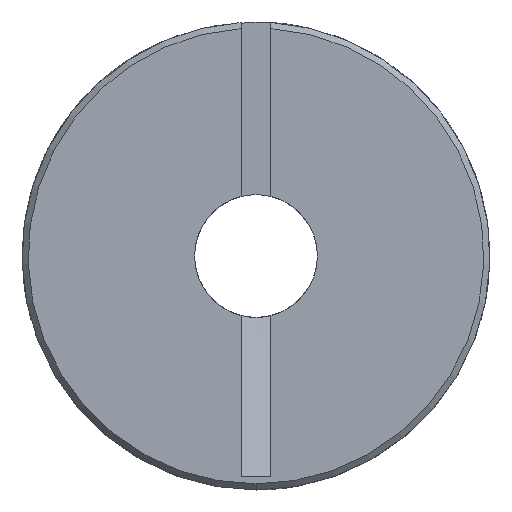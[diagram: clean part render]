
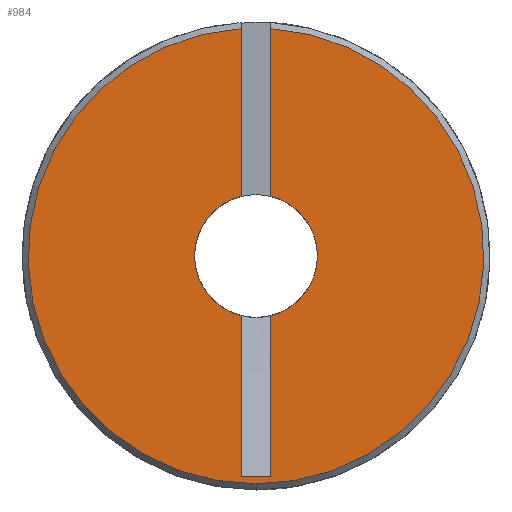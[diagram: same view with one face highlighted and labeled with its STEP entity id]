
A CAD part, left-side view. The second image highlights one B-rep face of the part: STEP entity #984.
In plain terms, the highlighted planar face has unit normal (-1, 0, 0).
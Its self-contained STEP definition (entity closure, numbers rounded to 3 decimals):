
#82 = CIRCLE ( 'NONE', #621, 9.275 ) ;
#125 = LINE ( 'NONE', #779, #444 ) ;
#184 = DIRECTION ( 'NONE',  ( -1., 0., 0. ) ) ;
#198 = CARTESIAN_POINT ( 'NONE',  ( 0., 0., 0. ) ) ;
#203 = PLANE ( 'NONE',  #835 ) ;
#207 = LINE ( 'NONE', #1024, #502 ) ;
#209 = DIRECTION ( 'NONE',  ( 0., 0., 1. ) ) ;
#244 = VERTEX_POINT ( 'NONE', #1349 ) ;
#333 = CARTESIAN_POINT ( 'NONE',  ( 0., 0., -9.275 ) ) ;
#444 = VECTOR ( 'NONE', #846, 1000. ) ;
#455 = CARTESIAN_POINT ( 'NONE',  ( 0., -0.61, 9.255 ) ) ;
#489 = AXIS2_PLACEMENT_3D ( 'NONE', #800, #803, #1780 ) ;
#502 = VECTOR ( 'NONE', #1279, 1000. ) ;
#504 = VECTOR ( 'NONE', #1244, 1000. ) ;
#539 = AXIS2_PLACEMENT_3D ( 'NONE', #1886, #1887, #1888 ) ;
#571 = AXIS2_PLACEMENT_3D ( 'NONE', #1749, #1752, #1763 ) ;
#576 = CARTESIAN_POINT ( 'NONE',  ( 0., 0.61, -2.425 ) ) ;
#590 = CIRCLE ( 'NONE', #539, 2.5 ) ;
#621 = AXIS2_PLACEMENT_3D ( 'NONE', #1398, #1400, #1407 ) ;
#687 = CARTESIAN_POINT ( 'NONE',  ( 0., -0.61, 2.425 ) ) ;
#688 = VERTEX_POINT ( 'NONE', #455 ) ;
#753 = VERTEX_POINT ( 'NONE', #576 ) ;
#777 = ORIENTED_EDGE ( 'NONE', *, *, #1435, .T. ) ;
#779 = CARTESIAN_POINT ( 'NONE',  ( 0., -0.61, 0. ) ) ;
#785 = ORIENTED_EDGE ( 'NONE', *, *, #1229, .T. ) ;
#787 = ORIENTED_EDGE ( 'NONE', *, *, #1394, .T. ) ;
#789 = ORIENTED_EDGE ( 'NONE', *, *, #1557, .T. ) ;
#795 = LINE ( 'NONE', #1088, #1134 ) ;
#800 = CARTESIAN_POINT ( 'NONE',  ( 0., 0., 0. ) ) ;
#803 = DIRECTION ( 'NONE',  ( -1., 0., 0. ) ) ;
#808 = CARTESIAN_POINT ( 'NONE',  ( 0., 0.61, -8.98 ) ) ;
#811 = ORIENTED_EDGE ( 'NONE', *, *, #1392, .T. ) ;
#813 = ORIENTED_EDGE ( 'NONE', *, *, #1271, .T. ) ;
#815 = VERTEX_POINT ( 'NONE', #687 ) ;
#821 = ORIENTED_EDGE ( 'NONE', *, *, #1546, .T. ) ;
#822 = FACE_OUTER_BOUND ( 'NONE', #1365, .T. ) ;
#835 = AXIS2_PLACEMENT_3D ( 'NONE', #198, #184, #209 ) ;
#841 = ORIENTED_EDGE ( 'NONE', *, *, #1325, .T. ) ;
#846 = DIRECTION ( 'NONE',  ( 0., 0., -1. ) ) ;
#860 = ORIENTED_EDGE ( 'NONE', *, *, #1590, .T. ) ;
#984 = ADVANCED_FACE ( 'NONE', ( #822 ), #203, .T. ) ;
#992 = VERTEX_POINT ( 'NONE', #1742 ) ;
#1024 = CARTESIAN_POINT ( 'NONE',  ( 0., 0.61, 9.505 ) ) ;
#1088 = CARTESIAN_POINT ( 'NONE',  ( 0., 0.61, 0. ) ) ;
#1092 = DIRECTION ( 'NONE',  ( 0., 0., 1. ) ) ;
#1101 = CIRCLE ( 'NONE', #571, 2.5 ) ;
#1113 = CIRCLE ( 'NONE', #489, 9.275 ) ;
#1134 = VECTOR ( 'NONE', #1092, 1000. ) ;
#1137 = VECTOR ( 'NONE', #1706, 1000. ) ;
#1222 = CARTESIAN_POINT ( 'NONE',  ( 0., 0.61, 9.255 ) ) ;
#1229 = EDGE_CURVE ( 'NONE', #1559, #753, #795, .T. ) ;
#1235 = CARTESIAN_POINT ( 'NONE',  ( 0., -0.61, 2.425 ) ) ;
#1244 = DIRECTION ( 'NONE',  ( 0., 0., -1. ) ) ;
#1271 = EDGE_CURVE ( 'NONE', #688, #815, #1929, .T. ) ;
#1279 = DIRECTION ( 'NONE',  ( 0., 0., 1. ) ) ;
#1291 = LINE ( 'NONE', #1745, #1137 ) ;
#1314 = VERTEX_POINT ( 'NONE', #1371 ) ;
#1325 = EDGE_CURVE ( 'NONE', #1628, #1478, #82, .T. ) ;
#1349 = CARTESIAN_POINT ( 'NONE',  ( 0., -0.61, -8.98 ) ) ;
#1365 = EDGE_LOOP ( 'NONE', ( #860, #841, #821, #813, #811, #789, #787, #785, #777 ) ) ;
#1371 = CARTESIAN_POINT ( 'NONE',  ( 0., 0.61, 2.425 ) ) ;
#1392 = EDGE_CURVE ( 'NONE', #815, #992, #1101, .T. ) ;
#1394 = EDGE_CURVE ( 'NONE', #244, #1559, #1291, .T. ) ;
#1398 = CARTESIAN_POINT ( 'NONE',  ( 0., 0., 0. ) ) ;
#1400 = DIRECTION ( 'NONE',  ( -1., 0., 0. ) ) ;
#1407 = DIRECTION ( 'NONE',  ( 0., 0., 1. ) ) ;
#1435 = EDGE_CURVE ( 'NONE', #753, #1314, #590, .T. ) ;
#1478 = VERTEX_POINT ( 'NONE', #333 ) ;
#1546 = EDGE_CURVE ( 'NONE', #1478, #688, #1113, .T. ) ;
#1557 = EDGE_CURVE ( 'NONE', #992, #244, #125, .T. ) ;
#1559 = VERTEX_POINT ( 'NONE', #808 ) ;
#1590 = EDGE_CURVE ( 'NONE', #1314, #1628, #207, .T. ) ;
#1628 = VERTEX_POINT ( 'NONE', #1222 ) ;
#1706 = DIRECTION ( 'NONE',  ( 0., 1., 0. ) ) ;
#1742 = CARTESIAN_POINT ( 'NONE',  ( 0., -0.61, -2.425 ) ) ;
#1745 = CARTESIAN_POINT ( 'NONE',  ( 0., 0., -8.98 ) ) ;
#1749 = CARTESIAN_POINT ( 'NONE',  ( 0., 0., 0. ) ) ;
#1752 = DIRECTION ( 'NONE',  ( 1., 0., 0. ) ) ;
#1763 = DIRECTION ( 'NONE',  ( 0., 0., 1. ) ) ;
#1780 = DIRECTION ( 'NONE',  ( 0., 0., 1. ) ) ;
#1886 = CARTESIAN_POINT ( 'NONE',  ( 0., 0., 0. ) ) ;
#1887 = DIRECTION ( 'NONE',  ( 1., 0., 0. ) ) ;
#1888 = DIRECTION ( 'NONE',  ( 0., 0., 1. ) ) ;
#1929 = LINE ( 'NONE', #1235, #504 ) ;
